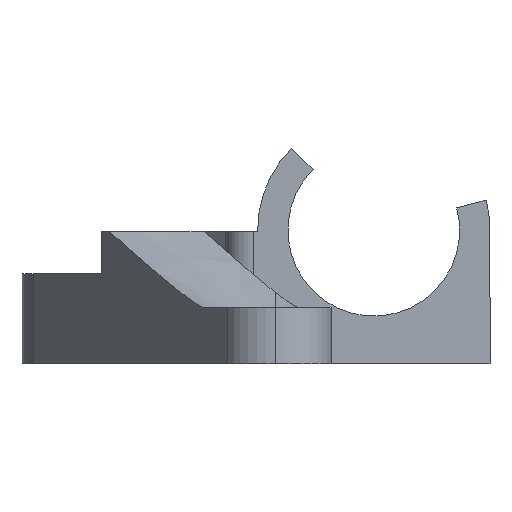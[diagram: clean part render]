
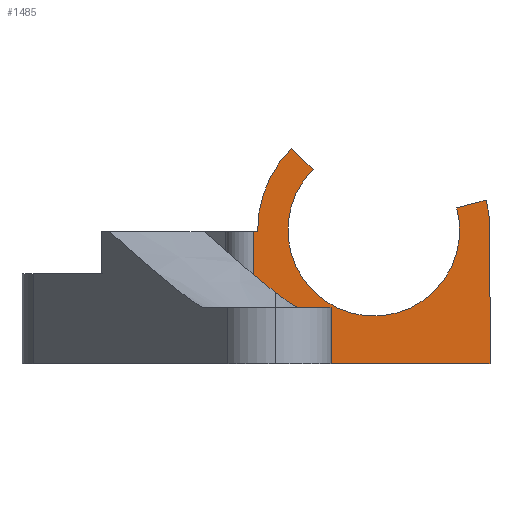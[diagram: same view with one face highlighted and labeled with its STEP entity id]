
A CAD part, left-side view. The second image highlights one B-rep face of the part: STEP entity #1485.
In plain terms, the highlighted planar face has unit normal (-1, 0, 0).
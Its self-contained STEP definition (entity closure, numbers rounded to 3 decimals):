
#22 = VERTEX_POINT ( 'NONE', #510 ) ;
#83 = EDGE_CURVE ( 'NONE', #373, #382, #579, .T. ) ;
#91 = EDGE_CURVE ( 'NONE', #382, #22, #699, .T. ) ;
#336 = VERTEX_POINT ( 'NONE', #1140 ) ;
#348 = VERTEX_POINT ( 'NONE', #1113 ) ;
#356 = VERTEX_POINT ( 'NONE', #1164 ) ;
#373 = VERTEX_POINT ( 'NONE', #1157 ) ;
#377 = EDGE_CURVE ( 'NONE', #356, #336, #1197, .T. ) ;
#382 = VERTEX_POINT ( 'NONE', #1185 ) ;
#406 = EDGE_CURVE ( 'NONE', #373, #461, #1226, .T. ) ;
#407 = ORIENTED_EDGE ( 'NONE', *, *, #91, .T. ) ;
#408 = EDGE_CURVE ( 'NONE', #348, #1415, #1171, .T. ) ;
#409 = ORIENTED_EDGE ( 'NONE', *, *, #377, .T. ) ;
#410 = ORIENTED_EDGE ( 'NONE', *, *, #1527, .T. ) ;
#411 = ORIENTED_EDGE ( 'NONE', *, *, #495, .F. ) ;
#412 = ORIENTED_EDGE ( 'NONE', *, *, #415, .F. ) ;
#413 = ORIENTED_EDGE ( 'NONE', *, *, #1529, .T. ) ;
#414 = VERTEX_POINT ( 'NONE', #1215 ) ;
#415 = EDGE_CURVE ( 'NONE', #414, #336, #1212, .T. ) ;
#432 = ORIENTED_EDGE ( 'NONE', *, *, #83, .T. ) ;
#448 = ORIENTED_EDGE ( 'NONE', *, *, #406, .F. ) ;
#461 = VERTEX_POINT ( 'NONE', #1292 ) ;
#495 = EDGE_CURVE ( 'NONE', #461, #414, #1327, .T. ) ;
#510 = CARTESIAN_POINT ( 'NONE',  ( -13.5, 8.25, -0.1 ) ) ;
#579 = CIRCLE ( 'NONE', #669, 8.25 ) ;
#659 = DIRECTION ( 'NONE',  ( 0., 0., 1. ) ) ;
#660 = DIRECTION ( 'NONE',  ( -1., 0., 0. ) ) ;
#669 = AXIS2_PLACEMENT_3D ( 'NONE', #671, #660, #659 ) ;
#671 = CARTESIAN_POINT ( 'NONE',  ( -13.5, 0., 0. ) ) ;
#696 = DIRECTION ( 'NONE',  ( 0., 0., -1. ) ) ;
#697 = VECTOR ( 'NONE', #696, 1000. ) ;
#698 = CARTESIAN_POINT ( 'NONE',  ( -13.5, 8.25, 0. ) ) ;
#699 = LINE ( 'NONE', #698, #697 ) ;
#1113 = CARTESIAN_POINT ( 'NONE',  ( -13.5, 8.564, -0.1 ) ) ;
#1140 = CARTESIAN_POINT ( 'NONE',  ( -13.5, -7.969, 2.135 ) ) ;
#1157 = CARTESIAN_POINT ( 'NONE',  ( -13.5, 5.834, 5.834 ) ) ;
#1164 = CARTESIAN_POINT ( 'NONE',  ( -13.5, -8.25, 0. ) ) ;
#1171 = LINE ( 'NONE', #1218, #1213 ) ;
#1185 = CARTESIAN_POINT ( 'NONE',  ( -13.5, 8.25, 0. ) ) ;
#1189 = DIRECTION ( 'NONE',  ( 0., 0., 1. ) ) ;
#1190 = DIRECTION ( 'NONE',  ( -1., 0., 0. ) ) ;
#1191 = CARTESIAN_POINT ( 'NONE',  ( -13.5, 0., 0. ) ) ;
#1192 = AXIS2_PLACEMENT_3D ( 'NONE', #1191, #1190, #1189 ) ;
#1194 = DIRECTION ( 'NONE',  ( 0., -0.707, -0.707 ) ) ;
#1195 = CARTESIAN_POINT ( 'NONE',  ( -13.5, 13.482, 13.482 ) ) ;
#1197 = CIRCLE ( 'NONE', #1192, 8.25 ) ;
#1204 = DIRECTION ( 'NONE',  ( 0., -0.966, 0.259 ) ) ;
#1205 = VECTOR ( 'NONE', #1204, 1000. ) ;
#1206 = CARTESIAN_POINT ( 'NONE',  ( -13.5, -5.892, 1.579 ) ) ;
#1212 = LINE ( 'NONE', #1206, #1205 ) ;
#1213 = VECTOR ( 'NONE', #1217, 1000. ) ;
#1214 = VECTOR ( 'NONE', #1194, 1000. ) ;
#1215 = CARTESIAN_POINT ( 'NONE',  ( -13.5, -5.892, 1.579 ) ) ;
#1217 = DIRECTION ( 'NONE',  ( 0., 0., -1. ) ) ;
#1218 = CARTESIAN_POINT ( 'NONE',  ( -13.5, 8.564, -9.5 ) ) ;
#1226 = LINE ( 'NONE', #1195, #1214 ) ;
#1292 = CARTESIAN_POINT ( 'NONE',  ( -13.5, 4.313, 4.313 ) ) ;
#1321 = DIRECTION ( 'NONE',  ( 0., 0., 1. ) ) ;
#1322 = DIRECTION ( 'NONE',  ( -1., 0., 0. ) ) ;
#1323 = CARTESIAN_POINT ( 'NONE',  ( -13.5, 0., 0. ) ) ;
#1327 = CIRCLE ( 'NONE', #1339, 6.1 ) ;
#1339 = AXIS2_PLACEMENT_3D ( 'NONE', #1323, #1322, #1321 ) ;
#1381 = CARTESIAN_POINT ( 'NONE',  ( -13.5, 8.564, -9.5 ) ) ;
#1386 = CARTESIAN_POINT ( 'NONE',  ( -13.5, -8.25, -9.5 ) ) ;
#1412 = VERTEX_POINT ( 'NONE', #1386 ) ;
#1415 = VERTEX_POINT ( 'NONE', #1381 ) ;
#1425 = EDGE_LOOP ( 'NONE', ( #1426, #1522, #413, #410, #409, #412, #411, #448, #432, #407 ) ) ;
#1426 = ORIENTED_EDGE ( 'NONE', *, *, #1427, .T. ) ;
#1427 = EDGE_CURVE ( 'NONE', #22, #348, #1440, .T. ) ;
#1435 = DIRECTION ( 'NONE',  ( 0., 0., 1. ) ) ;
#1436 = AXIS2_PLACEMENT_3D ( 'NONE', #1455, #1454, #1435 ) ;
#1437 = DIRECTION ( 'NONE',  ( 0., 1., 0. ) ) ;
#1438 = VECTOR ( 'NONE', #1437, 1000. ) ;
#1439 = CARTESIAN_POINT ( 'NONE',  ( -13.5, 8.25, -0.1 ) ) ;
#1440 = LINE ( 'NONE', #1439, #1438 ) ;
#1446 = PLANE ( 'NONE',  #1436 ) ;
#1448 = FACE_OUTER_BOUND ( 'NONE', #1425, .T. ) ;
#1454 = DIRECTION ( 'NONE',  ( -1., 0., 0. ) ) ;
#1455 = CARTESIAN_POINT ( 'NONE',  ( -13.5, 0., 0. ) ) ;
#1472 = DIRECTION ( 'NONE',  ( 0., -1., 0. ) ) ;
#1473 = VECTOR ( 'NONE', #1472, 1000. ) ;
#1474 = CARTESIAN_POINT ( 'NONE',  ( -13.5, 8.25, -9.5 ) ) ;
#1475 = LINE ( 'NONE', #1474, #1473 ) ;
#1481 = DIRECTION ( 'NONE',  ( 0., 0., 1. ) ) ;
#1482 = VECTOR ( 'NONE', #1481, 1000. ) ;
#1483 = CARTESIAN_POINT ( 'NONE',  ( -13.5, -8.25, 0. ) ) ;
#1484 = LINE ( 'NONE', #1483, #1482 ) ;
#1485 = ADVANCED_FACE ( 'NONE', ( #1448 ), #1446, .T. ) ;
#1522 = ORIENTED_EDGE ( 'NONE', *, *, #408, .T. ) ;
#1527 = EDGE_CURVE ( 'NONE', #1412, #356, #1484, .T. ) ;
#1529 = EDGE_CURVE ( 'NONE', #1415, #1412, #1475, .T. ) ;
